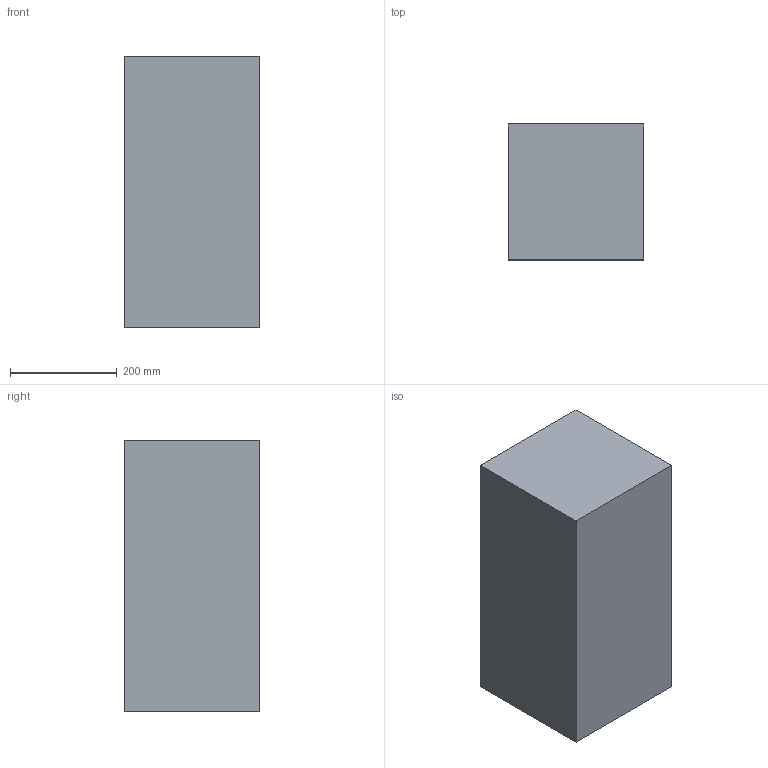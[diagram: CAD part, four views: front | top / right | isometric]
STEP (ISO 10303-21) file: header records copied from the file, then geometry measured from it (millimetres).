
FILE_DESCRIPTION(('ProSTEP Test Rally 9 - Brep with Voids'),'1');
FILE_NAME('tr9-bv1-tc.stp','1998-09-01 T12:09:18',('SD Yates '),('Theorem Solutions Ltd'),'THEOREM SOLUTIONS CADDS -> AP214 CD1 PREPROCESSOR 2.0.001','CADDS ','AP Ranger ');
FILE_SCHEMA(('AUTOMOTIVE_DESIGN_CC2 { 1 2 10303 214 -1 1 5 3 } '));
Length unit declared in the file: inch
Products named in the file (1): product_0
Bounding box: 254 x 254 x 508 mm (x, y, z)
Volume: 29103425.7 mm3; surface area: 830966.1 mm2
Topology: 1 solids, 3 shells, 18 faces, 36 edges, 24 vertices
Faces by surface type: plane 18
Entity records: 479 total; most frequent: CARTESIAN_POINT 79, DIRECTION 74, ORIENTED_EDGE 72, VECTOR 36, LINE 36, EDGE_CURVE 36, VERTEX_POINT 24, AXIS2_PLACEMENT_3D 19
